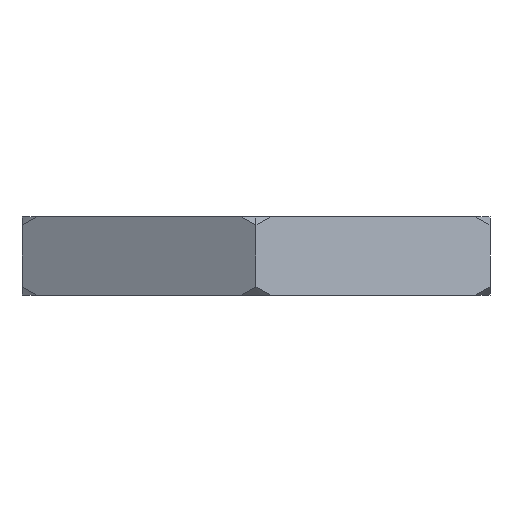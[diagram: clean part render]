
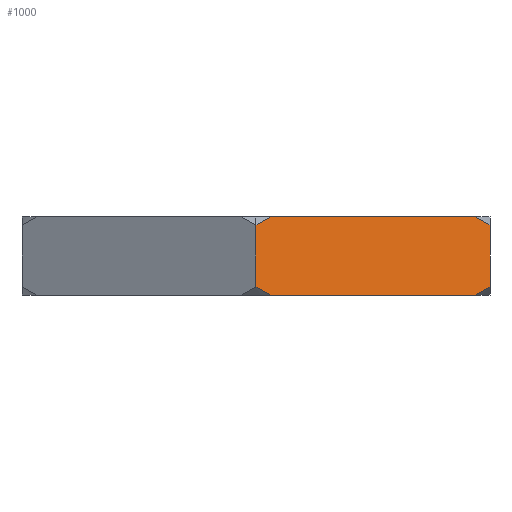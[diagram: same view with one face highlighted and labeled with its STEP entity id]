
A CAD part, left-side view. The second image highlights one B-rep face of the part: STEP entity #1000.
In plain terms, the highlighted planar face has unit normal (-0.866, -0.5, 0).
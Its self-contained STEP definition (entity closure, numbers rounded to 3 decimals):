
#32=CARTESIAN_POINT('',(-18.369,-28.182,-45.5));
#33=VERTEX_POINT('',#32);
#34=CARTESIAN_POINT('',(-33.591,-1.817,-45.5));
#35=VERTEX_POINT('',#34);
#36=CARTESIAN_POINT('',(-18.369,-28.182,-45.5));
#37=DIRECTION('',(-0.5,0.866,0.));
#38=VECTOR('',#37,30.444);
#39=LINE('',#36,#38);
#40=EDGE_CURVE('',#33,#35,#39,.T.);
#347=CARTESIAN_POINT('',(-18.369,-28.182,-55.5));
#348=VERTEX_POINT('',#347);
#356=CARTESIAN_POINT('',(-33.591,-1.817,-55.5));
#357=VERTEX_POINT('',#356);
#358=CARTESIAN_POINT('',(-18.369,-28.182,-55.5));
#359=DIRECTION('',(-0.5,0.866,0.));
#360=VECTOR('',#359,30.444);
#361=LINE('',#358,#360);
#362=EDGE_CURVE('',#348,#357,#361,.T.);
#676=CARTESIAN_POINT('',(-34.64,-0.,-54.5));
#677=VERTEX_POINT('',#676);
#678=CARTESIAN_POINT('',(-34.64,-0.,-54.5));
#679=CARTESIAN_POINT('',(-34.292,-0.602,-54.848));
#680=CARTESIAN_POINT('',(-33.943,-1.208,-55.182));
#681=CARTESIAN_POINT('',(-33.591,-1.817,-55.5));
#682=B_SPLINE_CURVE_WITH_KNOTS('',3,(#678,#679,#680,#681),.UNSPECIFIED.,.F.,.F.,(4,4),(0.,0.002),.UNSPECIFIED.);
#683=EDGE_CURVE('',#677,#357,#682,.T.);
#775=CARTESIAN_POINT('',(-17.32,-29.999,-54.5));
#776=VERTEX_POINT('',#775);
#777=CARTESIAN_POINT('',(-18.369,-28.182,-55.5));
#778=CARTESIAN_POINT('',(-18.017,-28.793,-55.181));
#779=CARTESIAN_POINT('',(-17.667,-29.398,-54.847));
#780=CARTESIAN_POINT('',(-17.32,-29.999,-54.5));
#781=B_SPLINE_CURVE_WITH_KNOTS('',3,(#777,#778,#779,#780),.UNSPECIFIED.,.F.,.F.,(4,4),(0.034,0.036),.UNSPECIFIED.);
#782=EDGE_CURVE('',#348,#776,#781,.T.);
#800=CARTESIAN_POINT('',(-34.64,-0.,-46.5));
#801=VERTEX_POINT('',#800);
#949=CARTESIAN_POINT('',(-17.32,-29.999,-46.5));
#950=VERTEX_POINT('',#949);
#951=CARTESIAN_POINT('',(-17.32,-29.999,-46.5));
#952=CARTESIAN_POINT('',(-17.668,-29.397,-46.152));
#953=CARTESIAN_POINT('',(-18.017,-28.792,-45.818));
#954=CARTESIAN_POINT('',(-18.369,-28.182,-45.5));
#955=B_SPLINE_CURVE_WITH_KNOTS('',3,(#951,#952,#953,#954),.UNSPECIFIED.,.F.,.F.,(4,4),(0.,0.002),.UNSPECIFIED.);
#956=EDGE_CURVE('',#950,#33,#955,.T.);
#969=CARTESIAN_POINT('',(-25.98,-15.,-19.5));
#970=DIRECTION('',(0.866,0.5,0.));
#971=DIRECTION('',(-0.5,0.866,0.));
#972=AXIS2_PLACEMENT_3D('',#969,#970,#971);
#973=PLANE('',#972);
#974=ORIENTED_EDGE('',*,*,#683,.T.);
#975=ORIENTED_EDGE('',*,*,#362,.F.);
#976=ORIENTED_EDGE('',*,*,#782,.T.);
#977=CARTESIAN_POINT('',(-17.32,-29.999,-46.5));
#978=DIRECTION('',(0.,0.,-1.));
#979=VECTOR('',#978,8.);
#980=LINE('',#977,#979);
#981=EDGE_CURVE('',#950,#776,#980,.T.);
#982=ORIENTED_EDGE('',*,*,#981,.F.);
#983=ORIENTED_EDGE('',*,*,#956,.T.);
#984=ORIENTED_EDGE('',*,*,#40,.T.);
#985=CARTESIAN_POINT('',(-33.591,-1.817,-45.5));
#986=CARTESIAN_POINT('',(-33.943,-1.206,-45.819));
#987=CARTESIAN_POINT('',(-34.293,-0.601,-46.153));
#988=CARTESIAN_POINT('',(-34.64,0.,-46.5));
#989=B_SPLINE_CURVE_WITH_KNOTS('',3,(#985,#986,#987,#988),.UNSPECIFIED.,.F.,.F.,(4,4),(0.034,0.036),.UNSPECIFIED.);
#990=EDGE_CURVE('',#35,#801,#989,.T.);
#991=ORIENTED_EDGE('',*,*,#990,.T.);
#992=CARTESIAN_POINT('',(-34.64,-0.,-46.5));
#993=DIRECTION('',(0.,0.,-1.));
#994=VECTOR('',#993,8.);
#995=LINE('',#992,#994);
#996=EDGE_CURVE('',#801,#677,#995,.T.);
#997=ORIENTED_EDGE('',*,*,#996,.T.);
#998=EDGE_LOOP('',(#974,#975,#976,#982,#983,#984,#991,#997));
#999=FACE_BOUND('',#998,.T.);
#1000=ADVANCED_FACE('',(#999),#973,.F.);
